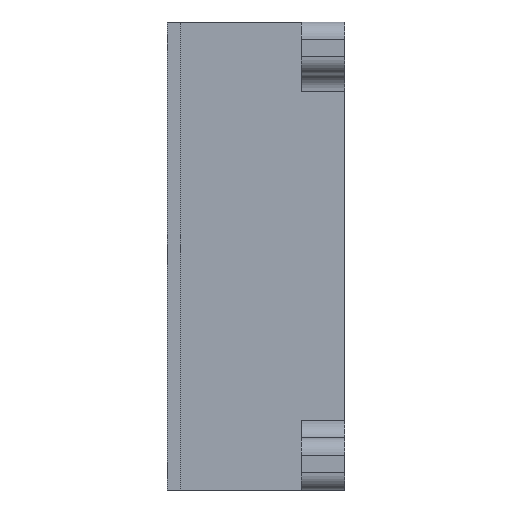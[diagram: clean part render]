
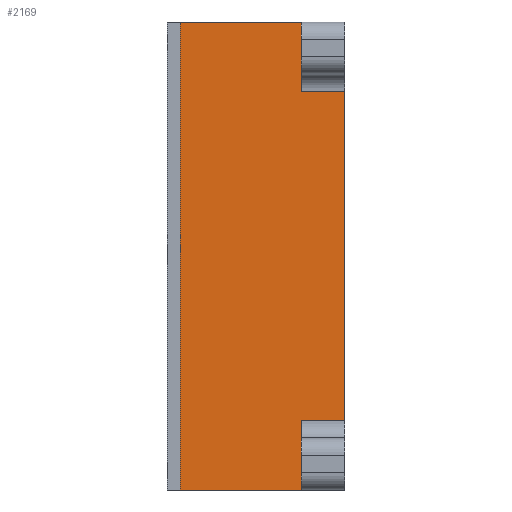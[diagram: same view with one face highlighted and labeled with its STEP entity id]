
A CAD part, left-side view. The second image highlights one B-rep face of the part: STEP entity #2169.
In plain terms, the highlighted planar face has unit normal (-1, 0, 0).
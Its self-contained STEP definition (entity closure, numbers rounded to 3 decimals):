
#69 = CARTESIAN_POINT ( 'NONE',  ( -45.5, 0., -27. ) ) ;
#124 = ORIENTED_EDGE ( 'NONE', *, *, #1508, .F. ) ;
#142 = DIRECTION ( 'NONE',  ( 0., 0., 1. ) ) ;
#154 = EDGE_CURVE ( 'NONE', #4149, #2456, #6714, .T. ) ;
#184 = VERTEX_POINT ( 'NONE', #656 ) ;
#306 = DIRECTION ( 'NONE',  ( 0., 0., 1. ) ) ;
#322 = DIRECTION ( 'NONE',  ( 0., -1., 0. ) ) ;
#461 = CARTESIAN_POINT ( 'NONE',  ( -45.5, 19., -19. ) ) ;
#551 = DIRECTION ( 'NONE',  ( 1., 0., 0. ) ) ;
#646 = DIRECTION ( 'NONE',  ( 0., 0., -1. ) ) ;
#656 = CARTESIAN_POINT ( 'NONE',  ( -45.5, 19., 27. ) ) ;
#727 = LINE ( 'NONE', #7278, #3151 ) ;
#887 = AXIS2_PLACEMENT_3D ( 'NONE', #4226, #551, #646 ) ;
#894 = CARTESIAN_POINT ( 'NONE',  ( -45.5, 19., -27. ) ) ;
#1012 = CARTESIAN_POINT ( 'NONE',  ( -45.5, 19., 19. ) ) ;
#1032 = CARTESIAN_POINT ( 'NONE',  ( -45.5, 5., 27. ) ) ;
#1253 = CARTESIAN_POINT ( 'NONE',  ( -45.5, 0., 19. ) ) ;
#1508 = EDGE_CURVE ( 'NONE', #2094, #184, #727, .T. ) ;
#1669 = CARTESIAN_POINT ( 'NONE',  ( -45.5, 19., -27. ) ) ;
#1906 = EDGE_CURVE ( 'NONE', #7536, #7355, #2114, .T. ) ;
#1941 = DIRECTION ( 'NONE',  ( 0., 0., 1. ) ) ;
#1989 = EDGE_CURVE ( 'NONE', #7311, #4149, #2205, .T. ) ;
#2019 = DIRECTION ( 'NONE',  ( 0., -1., 0. ) ) ;
#2094 = VERTEX_POINT ( 'NONE', #1669 ) ;
#2114 = LINE ( 'NONE', #7533, #7249 ) ;
#2153 = ORIENTED_EDGE ( 'NONE', *, *, #7705, .T. ) ;
#2164 = LINE ( 'NONE', #6713, #4156 ) ;
#2169 = ADVANCED_FACE ( 'NONE', ( #3711 ), #4160, .F. ) ;
#2205 = LINE ( 'NONE', #5040, #7627 ) ;
#2207 = DIRECTION ( 'NONE',  ( 0., 1., 0. ) ) ;
#2216 = CARTESIAN_POINT ( 'NONE',  ( -45.5, 5., -19. ) ) ;
#2400 = CARTESIAN_POINT ( 'NONE',  ( -45.5, 5., 19. ) ) ;
#2409 = LINE ( 'NONE', #894, #6310 ) ;
#2451 = LINE ( 'NONE', #1012, #5430 ) ;
#2456 = VERTEX_POINT ( 'NONE', #6832 ) ;
#2597 = LINE ( 'NONE', #69, #6515 ) ;
#2787 = DIRECTION ( 'NONE',  ( 0., 0., 1. ) ) ;
#3033 = ORIENTED_EDGE ( 'NONE', *, *, #5707, .T. ) ;
#3151 = VECTOR ( 'NONE', #1941, 1000. ) ;
#3336 = ORIENTED_EDGE ( 'NONE', *, *, #1906, .T. ) ;
#3711 = FACE_OUTER_BOUND ( 'NONE', #3795, .T. ) ;
#3795 = EDGE_LOOP ( 'NONE', ( #7443, #7473, #7701, #3033, #3336, #7530, #124, #2153 ) ) ;
#3926 = EDGE_CURVE ( 'NONE', #184, #7355, #2164, .T. ) ;
#4149 = VERTEX_POINT ( 'NONE', #2216 ) ;
#4156 = VECTOR ( 'NONE', #2019, 1000. ) ;
#4160 = PLANE ( 'NONE',  #887 ) ;
#4226 = CARTESIAN_POINT ( 'NONE',  ( -45.5, 19., -27. ) ) ;
#4567 = VECTOR ( 'NONE', #6503, 1000. ) ;
#4728 = VERTEX_POINT ( 'NONE', #1253 ) ;
#5040 = CARTESIAN_POINT ( 'NONE',  ( -45.5, 5., -27. ) ) ;
#5430 = VECTOR ( 'NONE', #2207, 1000. ) ;
#5707 = EDGE_CURVE ( 'NONE', #4728, #7536, #2451, .T. ) ;
#6310 = VECTOR ( 'NONE', #322, 1000. ) ;
#6503 = DIRECTION ( 'NONE',  ( 0., -1., 0. ) ) ;
#6515 = VECTOR ( 'NONE', #142, 1000. ) ;
#6713 = CARTESIAN_POINT ( 'NONE',  ( -45.5, 19., 27. ) ) ;
#6714 = LINE ( 'NONE', #461, #4567 ) ;
#6832 = CARTESIAN_POINT ( 'NONE',  ( -45.5, 0., -19. ) ) ;
#7002 = EDGE_CURVE ( 'NONE', #2456, #4728, #2597, .T. ) ;
#7249 = VECTOR ( 'NONE', #2787, 1000. ) ;
#7278 = CARTESIAN_POINT ( 'NONE',  ( -45.5, 19., -27. ) ) ;
#7311 = VERTEX_POINT ( 'NONE', #7466 ) ;
#7355 = VERTEX_POINT ( 'NONE', #1032 ) ;
#7443 = ORIENTED_EDGE ( 'NONE', *, *, #1989, .T. ) ;
#7466 = CARTESIAN_POINT ( 'NONE',  ( -45.5, 5., -27. ) ) ;
#7473 = ORIENTED_EDGE ( 'NONE', *, *, #154, .T. ) ;
#7530 = ORIENTED_EDGE ( 'NONE', *, *, #3926, .F. ) ;
#7533 = CARTESIAN_POINT ( 'NONE',  ( -45.5, 5., 27. ) ) ;
#7536 = VERTEX_POINT ( 'NONE', #2400 ) ;
#7627 = VECTOR ( 'NONE', #306, 1000. ) ;
#7701 = ORIENTED_EDGE ( 'NONE', *, *, #7002, .T. ) ;
#7705 = EDGE_CURVE ( 'NONE', #2094, #7311, #2409, .T. ) ;
